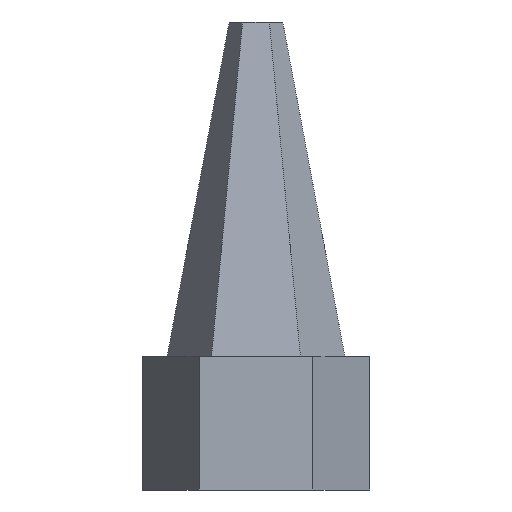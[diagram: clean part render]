
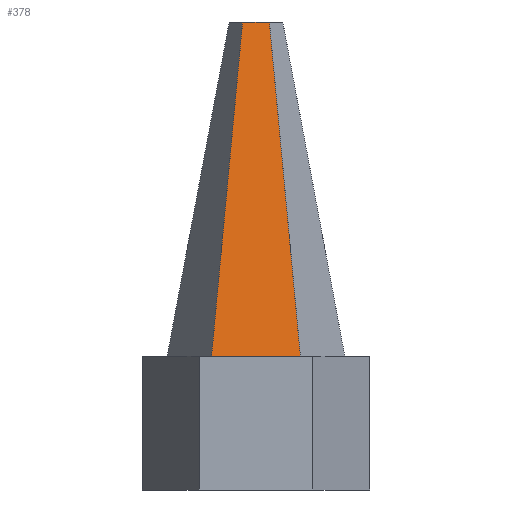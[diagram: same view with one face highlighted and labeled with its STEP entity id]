
A CAD part, front view. The second image highlights one B-rep face of the part: STEP entity #378.
In plain terms, the highlighted free-form (B-spline) face has degree [1, 1] with [2, 2] control points.
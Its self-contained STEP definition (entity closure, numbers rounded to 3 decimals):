
#66 = PLANE('',#67);
#67 = AXIS2_PLACEMENT_3D('',#68,#69,#70);
#68 = CARTESIAN_POINT('',(0.,0.,0.));
#69 = DIRECTION('',(0.,0.,1.));
#70 = DIRECTION('',(1.,0.,0.));
#120 = PLANE('',#121);
#121 = AXIS2_PLACEMENT_3D('',#122,#123,#124);
#122 = CARTESIAN_POINT('',(0.,0.,175.)
  );
#123 = DIRECTION('',(0.,0.,1.));
#124 = DIRECTION('',(1.,0.,0.));
#145 = B_SPLINE_SURFACE_WITH_KNOTS('',1,1,(
    (#146,#147)
    ,(#148,#149
    )),.UNSPECIFIED.,.F.,.F.,.F.,(2,2),(2,2),(0.,42.5),(0.,1.),
  .PIECEWISE_BEZIER_KNOTS.);
#146 = CARTESIAN_POINT('',(21.25,-36.806,0.));
#147 = CARTESIAN_POINT('',(5.,-8.66,175.));
#148 = CARTESIAN_POINT('',(42.5,0.,0.));
#149 = CARTESIAN_POINT('',(10.,0.,175.));
#272 = B_SPLINE_SURFACE_WITH_KNOTS('',1,1,(
    (#273,#274)
    ,(#275,#276
    )),.UNSPECIFIED.,.F.,.F.,.F.,(2,2),(2,2),(0.,42.5),(0.,1.),
  .PIECEWISE_BEZIER_KNOTS.);
#273 = CARTESIAN_POINT('',(-42.5,0.,0.));
#274 = CARTESIAN_POINT('',(-10.,0.,175.));
#275 = CARTESIAN_POINT('',(-21.25,-36.806,0.));
#276 = CARTESIAN_POINT('',(-5.,-8.66,175.));
#309 = VERTEX_POINT('',#310);
#310 = CARTESIAN_POINT('',(-21.25,-36.806,0.));
#331 = EDGE_CURVE('',#309,#332,#334,.T.);
#332 = VERTEX_POINT('',#333);
#333 = CARTESIAN_POINT('',(-5.,-8.66,175.));
#334 = SURFACE_CURVE('',#335,(#338,#345),.PCURVE_S1.);
#335 = B_SPLINE_CURVE_WITH_KNOTS('',1,(#336,#337),.UNSPECIFIED.,.F.,.F.,
  (2,2),(0.,1.),.PIECEWISE_BEZIER_KNOTS.);
#336 = CARTESIAN_POINT('',(-21.25,-36.806,0.));
#337 = CARTESIAN_POINT('',(-5.,-8.66,175.));
#338 = PCURVE('',#272,#339);
#339 = DEFINITIONAL_REPRESENTATION('',(#340),#344);
#340 = LINE('',#341,#342);
#341 = CARTESIAN_POINT('',(42.5,0.));
#342 = VECTOR('',#343,1.);
#343 = DIRECTION('',(0.,1.));
#344 = ( GEOMETRIC_REPRESENTATION_CONTEXT(2) 
PARAMETRIC_REPRESENTATION_CONTEXT() REPRESENTATION_CONTEXT('2D SPACE',''
  ) );
#345 = PCURVE('',#346,#351);
#346 = B_SPLINE_SURFACE_WITH_KNOTS('',1,1,(
    (#347,#348)
    ,(#349,#350
    )),.UNSPECIFIED.,.F.,.F.,.F.,(2,2),(2,2),(0.,42.5),(0.,1.),
  .PIECEWISE_BEZIER_KNOTS.);
#347 = CARTESIAN_POINT('',(-21.25,-36.806,0.));
#348 = CARTESIAN_POINT('',(-5.,-8.66,175.));
#349 = CARTESIAN_POINT('',(21.25,-36.806,0.));
#350 = CARTESIAN_POINT('',(5.,-8.66,175.));
#351 = DEFINITIONAL_REPRESENTATION('',(#352),#356);
#352 = LINE('',#353,#354);
#353 = CARTESIAN_POINT('',(0.,0.));
#354 = VECTOR('',#355,1.);
#355 = DIRECTION('',(0.,1.));
#356 = ( GEOMETRIC_REPRESENTATION_CONTEXT(2) 
PARAMETRIC_REPRESENTATION_CONTEXT() REPRESENTATION_CONTEXT('2D SPACE',''
  ) );
#378 = ADVANCED_FACE('',(#379),#346,.T.);
#379 = FACE_BOUND('',#380,.T.);
#380 = EDGE_LOOP('',(#381,#404,#426,#446));
#381 = ORIENTED_EDGE('',*,*,#382,.T.);
#382 = EDGE_CURVE('',#309,#383,#385,.T.);
#383 = VERTEX_POINT('',#384);
#384 = CARTESIAN_POINT('',(21.25,-36.806,0.));
#385 = SURFACE_CURVE('',#386,(#390,#397),.PCURVE_S1.);
#386 = LINE('',#387,#388);
#387 = CARTESIAN_POINT('',(-21.25,-36.806,0.));
#388 = VECTOR('',#389,1.);
#389 = DIRECTION('',(1.,0.,0.));
#390 = PCURVE('',#346,#391);
#391 = DEFINITIONAL_REPRESENTATION('',(#392),#396);
#392 = LINE('',#393,#394);
#393 = CARTESIAN_POINT('',(0.,0.));
#394 = VECTOR('',#395,1.);
#395 = DIRECTION('',(1.,0.));
#396 = ( GEOMETRIC_REPRESENTATION_CONTEXT(2) 
PARAMETRIC_REPRESENTATION_CONTEXT() REPRESENTATION_CONTEXT('2D SPACE',''
  ) );
#397 = PCURVE('',#66,#398);
#398 = DEFINITIONAL_REPRESENTATION('',(#399),#403);
#399 = LINE('',#400,#401);
#400 = CARTESIAN_POINT('',(-21.25,-36.806));
#401 = VECTOR('',#402,1.);
#402 = DIRECTION('',(1.,0.));
#403 = ( GEOMETRIC_REPRESENTATION_CONTEXT(2) 
PARAMETRIC_REPRESENTATION_CONTEXT() REPRESENTATION_CONTEXT('2D SPACE',''
  ) );
#404 = ORIENTED_EDGE('',*,*,#405,.T.);
#405 = EDGE_CURVE('',#383,#406,#408,.T.);
#406 = VERTEX_POINT('',#407);
#407 = CARTESIAN_POINT('',(5.,-8.66,175.));
#408 = SURFACE_CURVE('',#409,(#412,#419),.PCURVE_S1.);
#409 = B_SPLINE_CURVE_WITH_KNOTS('',1,(#410,#411),.UNSPECIFIED.,.F.,.F.,
  (2,2),(0.,1.),.PIECEWISE_BEZIER_KNOTS.);
#410 = CARTESIAN_POINT('',(21.25,-36.806,0.));
#411 = CARTESIAN_POINT('',(5.,-8.66,175.));
#412 = PCURVE('',#346,#413);
#413 = DEFINITIONAL_REPRESENTATION('',(#414),#418);
#414 = LINE('',#415,#416);
#415 = CARTESIAN_POINT('',(42.5,0.));
#416 = VECTOR('',#417,1.);
#417 = DIRECTION('',(0.,1.));
#418 = ( GEOMETRIC_REPRESENTATION_CONTEXT(2) 
PARAMETRIC_REPRESENTATION_CONTEXT() REPRESENTATION_CONTEXT('2D SPACE',''
  ) );
#419 = PCURVE('',#145,#420);
#420 = DEFINITIONAL_REPRESENTATION('',(#421),#425);
#421 = LINE('',#422,#423);
#422 = CARTESIAN_POINT('',(0.,0.));
#423 = VECTOR('',#424,1.);
#424 = DIRECTION('',(0.,1.));
#425 = ( GEOMETRIC_REPRESENTATION_CONTEXT(2) 
PARAMETRIC_REPRESENTATION_CONTEXT() REPRESENTATION_CONTEXT('2D SPACE',''
  ) );
#426 = ORIENTED_EDGE('',*,*,#427,.F.);
#427 = EDGE_CURVE('',#332,#406,#428,.T.);
#428 = SURFACE_CURVE('',#429,(#433,#439),.PCURVE_S1.);
#429 = LINE('',#430,#431);
#430 = CARTESIAN_POINT('',(-5.,-8.66,175.));
#431 = VECTOR('',#432,1.);
#432 = DIRECTION('',(1.,0.,0.));
#433 = PCURVE('',#346,#434);
#434 = DEFINITIONAL_REPRESENTATION('',(#435),#438);
#435 = B_SPLINE_CURVE_WITH_KNOTS('',1,(#436,#437),.UNSPECIFIED.,.F.,.F.,
  (2,2),(0.,10.),.PIECEWISE_BEZIER_KNOTS.);
#436 = CARTESIAN_POINT('',(0.,1.));
#437 = CARTESIAN_POINT('',(42.5,1.));
#438 = ( GEOMETRIC_REPRESENTATION_CONTEXT(2) 
PARAMETRIC_REPRESENTATION_CONTEXT() REPRESENTATION_CONTEXT('2D SPACE',''
  ) );
#439 = PCURVE('',#120,#440);
#440 = DEFINITIONAL_REPRESENTATION('',(#441),#445);
#441 = LINE('',#442,#443);
#442 = CARTESIAN_POINT('',(-5.,-8.66));
#443 = VECTOR('',#444,1.);
#444 = DIRECTION('',(1.,0.));
#445 = ( GEOMETRIC_REPRESENTATION_CONTEXT(2) 
PARAMETRIC_REPRESENTATION_CONTEXT() REPRESENTATION_CONTEXT('2D SPACE',''
  ) );
#446 = ORIENTED_EDGE('',*,*,#331,.F.);
